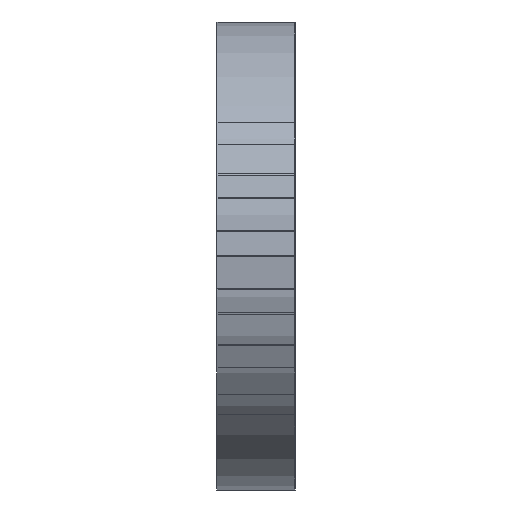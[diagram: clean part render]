
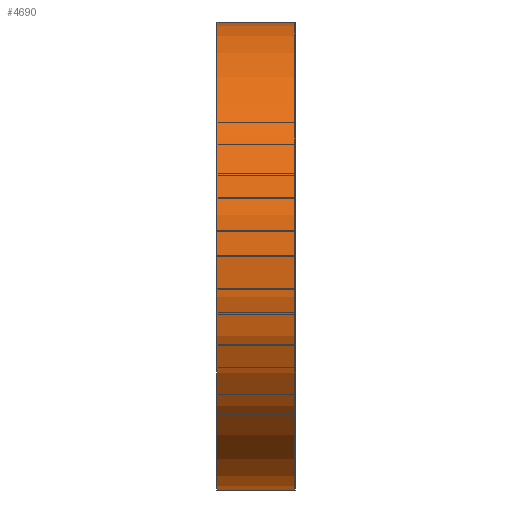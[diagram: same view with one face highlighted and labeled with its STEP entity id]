
A CAD part, left-side view. The second image highlights one B-rep face of the part: STEP entity #4690.
In plain terms, the highlighted cylindrical face has radius 38.1 mm (diameter 76.2 mm), a partial arc.
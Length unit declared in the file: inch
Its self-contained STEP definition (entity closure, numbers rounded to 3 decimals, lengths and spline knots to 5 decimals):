
#640 = ORIENTED_EDGE ( 'NONE', *, *, #29034, .F. ) ;
#1057 = AXIS2_PLACEMENT_3D ( 'NONE', #17728, #25378, #17516 ) ;
#1071 = CARTESIAN_POINT ( 'NONE',  ( -9.55006, 0.5, -1.5 ) ) ;
#2049 = EDGE_CURVE ( 'NONE', #20716, #7726, #23025, .T. ) ;
#3829 = CARTESIAN_POINT ( 'NONE',  ( -9.55006, 0.5, 0. ) ) ;
#4690 = ADVANCED_FACE ( 'NONE', ( #12747 ), #11955, .T. ) ;
#5610 = CARTESIAN_POINT ( 'NONE',  ( -9.55006, 0., 0. ) ) ;
#5906 = DIRECTION ( 'NONE',  ( 0., -1., 0. ) ) ;
#6395 = DIRECTION ( 'NONE',  ( 0., 0., 1. ) ) ;
#6423 = CIRCLE ( 'NONE', #18157, 1.5 ) ;
#7726 = VERTEX_POINT ( 'NONE', #11494 ) ;
#8177 = DIRECTION ( 'NONE',  ( 0., 0., 1. ) ) ;
#8869 = VERTEX_POINT ( 'NONE', #17298 ) ;
#11494 = CARTESIAN_POINT ( 'NONE',  ( -9.55006, 0.5, 1.5 ) ) ;
#11955 = CYLINDRICAL_SURFACE ( 'NONE', #1057, 1.5 ) ;
#12740 = CARTESIAN_POINT ( 'NONE',  ( -9.55006, 0., 1.5 ) ) ;
#12747 = FACE_OUTER_BOUND ( 'NONE', #26997, .T. ) ;
#13476 = CARTESIAN_POINT ( 'NONE',  ( -9.55006, 0.5, 1.5 ) ) ;
#13549 = DIRECTION ( 'NONE',  ( 0., -1., 0. ) ) ;
#15916 = ORIENTED_EDGE ( 'NONE', *, *, #23383, .T. ) ;
#16037 = LINE ( 'NONE', #13476, #21268 ) ;
#16406 = VECTOR ( 'NONE', #13549, 39.37008 ) ;
#17298 = CARTESIAN_POINT ( 'NONE',  ( -9.55006, 0., -1.5 ) ) ;
#17516 = DIRECTION ( 'NONE',  ( 0., 0., -1. ) ) ;
#17672 = ORIENTED_EDGE ( 'NONE', *, *, #29617, .T. ) ;
#17728 = CARTESIAN_POINT ( 'NONE',  ( -9.55006, 0.5, 0. ) ) ;
#18157 = AXIS2_PLACEMENT_3D ( 'NONE', #5610, #23512, #8177 ) ;
#18423 = AXIS2_PLACEMENT_3D ( 'NONE', #3829, #21731, #6395 ) ;
#20716 = VERTEX_POINT ( 'NONE', #1071 ) ;
#21268 = VECTOR ( 'NONE', #5906, 39.37008 ) ;
#21731 = DIRECTION ( 'NONE',  ( 0., 1., 0. ) ) ;
#23025 = CIRCLE ( 'NONE', #18423, 1.5 ) ;
#23237 = LINE ( 'NONE', #23661, #16406 ) ;
#23383 = EDGE_CURVE ( 'NONE', #8869, #25518, #6423, .T. ) ;
#23512 = DIRECTION ( 'NONE',  ( 0., 1., 0. ) ) ;
#23661 = CARTESIAN_POINT ( 'NONE',  ( -9.55006, 0.5, -1.5 ) ) ;
#25378 = DIRECTION ( 'NONE',  ( 0., -1., 0. ) ) ;
#25518 = VERTEX_POINT ( 'NONE', #12740 ) ;
#26997 = EDGE_LOOP ( 'NONE', ( #15916, #640, #29221, #17672 ) ) ;
#29034 = EDGE_CURVE ( 'NONE', #7726, #25518, #16037, .T. ) ;
#29221 = ORIENTED_EDGE ( 'NONE', *, *, #2049, .F. ) ;
#29617 = EDGE_CURVE ( 'NONE', #20716, #8869, #23237, .T. ) ;
